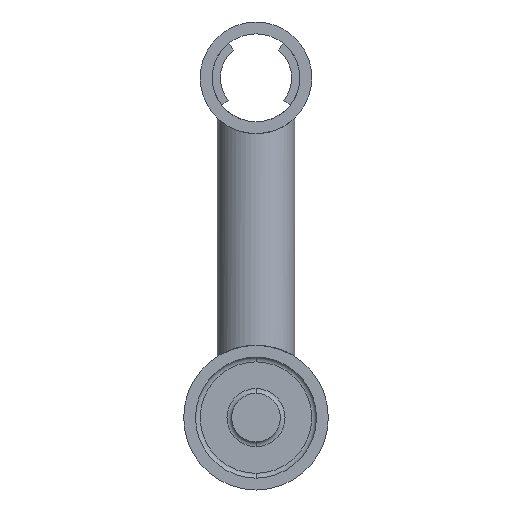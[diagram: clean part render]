
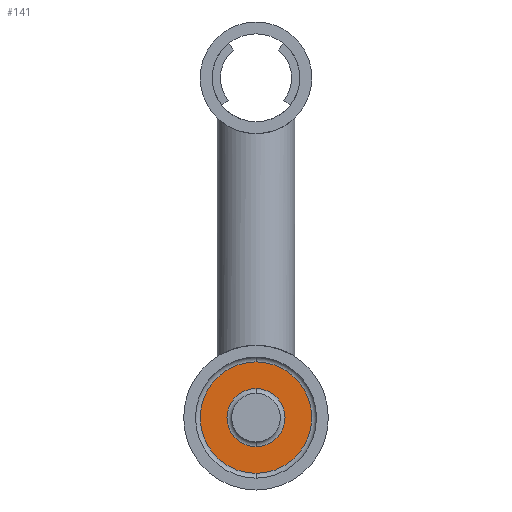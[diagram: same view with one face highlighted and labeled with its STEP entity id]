
A CAD part, front view. The second image highlights one B-rep face of the part: STEP entity #141.
In plain terms, the highlighted planar face has unit normal (0, -1, 0).
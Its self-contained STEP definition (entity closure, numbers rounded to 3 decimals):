
#51 = CARTESIAN_POINT ( 'NONE',  ( 0., -97., -328.729 ) ) ;
#73 = DIRECTION ( 'NONE',  ( 0., 0., -1. ) ) ;
#109 = FACE_BOUND ( 'NONE', #1083, .T. ) ;
#141 = ADVANCED_FACE ( 'NONE', ( #1546, #109 ), #476, .T. ) ;
#205 = CARTESIAN_POINT ( 'NONE',  ( 0., -97., -300.647 ) ) ;
#271 = AXIS2_PLACEMENT_3D ( 'NONE', #1383, #773, #1499 ) ;
#276 = AXIS2_PLACEMENT_3D ( 'NONE', #51, #1470, #1231 ) ;
#306 = CARTESIAN_POINT ( 'NONE',  ( 0., -97., -382.647 ) ) ;
#315 = VERTEX_POINT ( 'NONE', #306 ) ;
#327 = CARTESIAN_POINT ( 'NONE',  ( 0., -97., -328.729 ) ) ;
#332 = EDGE_CURVE ( 'NONE', #981, #910, #694, .T. ) ;
#466 = DIRECTION ( 'NONE',  ( 0., 0., -1. ) ) ;
#471 = DIRECTION ( 'NONE',  ( 0., 0., -1. ) ) ;
#476 = PLANE ( 'NONE',  #894 ) ;
#565 = CIRCLE ( 'NONE', #1069, 28.083 ) ;
#589 = CIRCLE ( 'NONE', #1301, 53.917 ) ;
#680 = DIRECTION ( 'NONE',  ( 0., -1., 0. ) ) ;
#694 = CIRCLE ( 'NONE', #271, 28.083 ) ;
#773 = DIRECTION ( 'NONE',  ( 0., 1., 0. ) ) ;
#794 = ORIENTED_EDGE ( 'NONE', *, *, #996, .T. ) ;
#821 = CIRCLE ( 'NONE', #276, 53.917 ) ;
#826 = VERTEX_POINT ( 'NONE', #1459 ) ;
#892 = EDGE_CURVE ( 'NONE', #315, #826, #589, .T. ) ;
#894 = AXIS2_PLACEMENT_3D ( 'NONE', #1407, #947, #466 ) ;
#910 = VERTEX_POINT ( 'NONE', #205 ) ;
#947 = DIRECTION ( 'NONE',  ( 0., -1., 0. ) ) ;
#981 = VERTEX_POINT ( 'NONE', #1305 ) ;
#996 = EDGE_CURVE ( 'NONE', #910, #981, #565, .T. ) ;
#1069 = AXIS2_PLACEMENT_3D ( 'NONE', #1180, #1418, #471 ) ;
#1083 = EDGE_LOOP ( 'NONE', ( #1161, #794 ) ) ;
#1161 = ORIENTED_EDGE ( 'NONE', *, *, #332, .T. ) ;
#1180 = CARTESIAN_POINT ( 'NONE',  ( 0., -97., -328.729 ) ) ;
#1207 = ORIENTED_EDGE ( 'NONE', *, *, #892, .T. ) ;
#1231 = DIRECTION ( 'NONE',  ( 0., 0., -1. ) ) ;
#1279 = ORIENTED_EDGE ( 'NONE', *, *, #1458, .T. ) ;
#1301 = AXIS2_PLACEMENT_3D ( 'NONE', #327, #680, #73 ) ;
#1305 = CARTESIAN_POINT ( 'NONE',  ( 0., -97., -356.812 ) ) ;
#1324 = EDGE_LOOP ( 'NONE', ( #1279, #1207 ) ) ;
#1383 = CARTESIAN_POINT ( 'NONE',  ( 0., -97., -328.729 ) ) ;
#1407 = CARTESIAN_POINT ( 'NONE',  ( 0., -97., -328.729 ) ) ;
#1418 = DIRECTION ( 'NONE',  ( 0., 1., 0. ) ) ;
#1458 = EDGE_CURVE ( 'NONE', #826, #315, #821, .T. ) ;
#1459 = CARTESIAN_POINT ( 'NONE',  ( 0., -97., -274.812 ) ) ;
#1470 = DIRECTION ( 'NONE',  ( 0., -1., 0. ) ) ;
#1499 = DIRECTION ( 'NONE',  ( 0., 0., -1. ) ) ;
#1546 = FACE_OUTER_BOUND ( 'NONE', #1324, .T. ) ;
